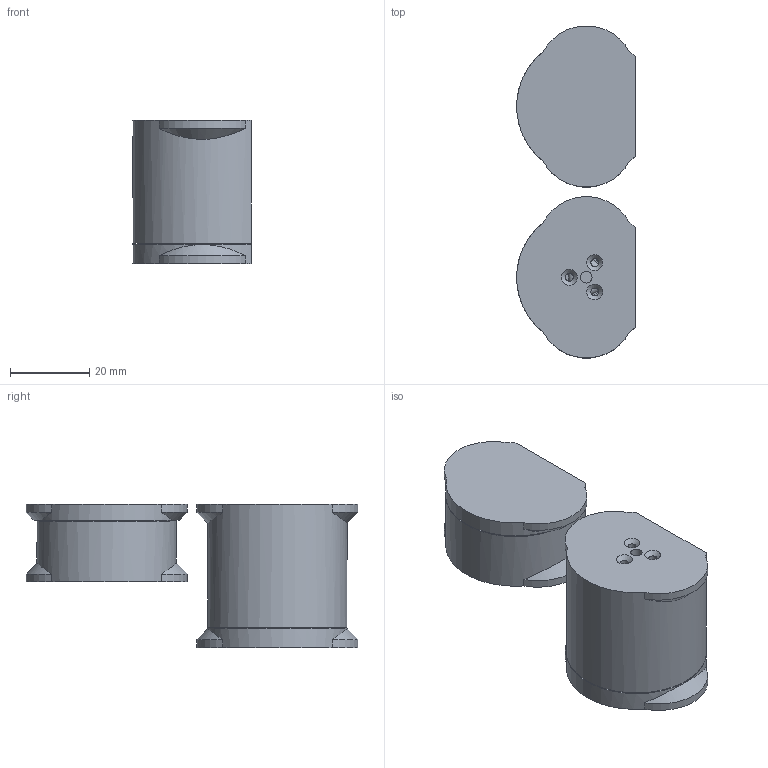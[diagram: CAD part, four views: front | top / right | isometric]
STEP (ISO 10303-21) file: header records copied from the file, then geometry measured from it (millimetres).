
FILE_DESCRIPTION(/* description */ (''),/* implementation_level */ '2;1');
FILE_NAME(/* name */ 'SB_MOS-PLUS_SOCK.step',/* time_stamp */ '2024-01-09T10:47:06+01:00',/* author */ (''),/* organization */ (''),/* preprocessor_version */ 'ST-DEVELOPER v20',/* originating_system */ 'Autodesk Translation Framework v12.14.0.127',/* authorisation */ '');
FILE_SCHEMA (('AUTOMOTIVE_DESIGN { 1 0 10303 214 3 1 1 }'));
Length unit declared in the file: millimetre
Products named in the file (3): SB_MOS-PLUS_SOCK; SB_MOS-PLUS_SOCK_TOP; SB_MOS-PLUS_SOCK_BOTTOM_OUTER
Assembly tree (2 placements, depth 3):
  SB_MOS-PLUS_SOCK
    SB_MOS-PLUS_SOCK_TOP
      SB_MOS-PLUS_SOCK_BOTTOM_OUTER
Bounding box: 29.79 x 83.52 x 36 mm (x, y, z)
Volume: 46673.5 mm3; surface area: 18585.9 mm2
Topology: 4 solids, 4 shells, 197 faces, 483 edges, 312 vertices
Faces by surface type: cylinder 98, plane 59, cone 28, torus 8, bspline 4
Full cylindrical faces by diameter (mm): 1.9 x2, 2 x3, 2.4 x4, 2.629 x9, 2.9 x1, 3.186 x13, 3.2 x2, 3.5 x2, 4.5 x2, 9 x1, 11 x1
Entity records: 9485 total; most frequent: CARTESIAN_POINT 4772, DIRECTION 973, ORIENTED_EDGE 966, EDGE_CURVE 483, AXIS2_PLACEMENT_3D 405, VERTEX_POINT 312, EDGE_LOOP 231, CIRCLE 207
